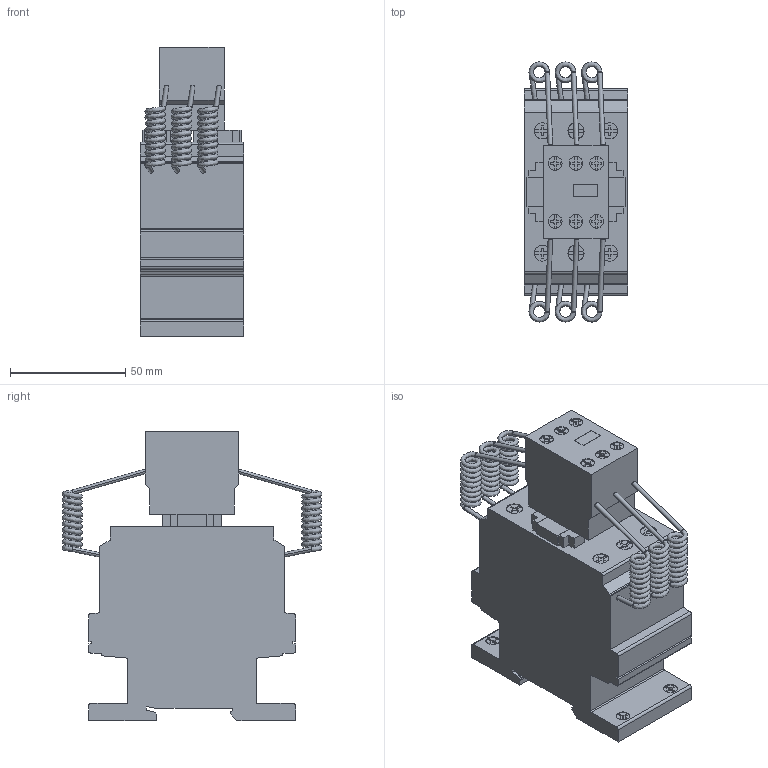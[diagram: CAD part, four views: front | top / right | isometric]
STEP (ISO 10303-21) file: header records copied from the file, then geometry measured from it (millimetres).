
FILE_DESCRIPTION((''),'2;1');
FILE_NAME('3d_BFK3200A23060.stp','2012-10-03T14:03:40',(''),(''),'Mechanical Desktop 2011','Mechanical Desktop 2011',', , ');
FILE_SCHEMA(('CONFIG_CONTROL_DESIGN'));
Length unit declared in the file: millimetre
Products named in the file (1): Product
Bounding box: 45 x 112.99 x 125.8 mm (x, y, z)
Volume: 330517.2 mm3; surface area: 51992.1 mm2
Topology: 24 solids, 24 shells, 657 faces, 2318 edges, 2162 vertices
Faces by surface type: plane 475, cylinder 123, bspline 59
Entity records: 60496 total; most frequent: CARTESIAN_POINT 41417, ORIENTED_EDGE 3784, DIRECTION 3734, EDGE_CURVE 1892, VECTOR 1860, LINE 1860, VERTEX_POINT 1310, AXIS2_PLACEMENT_3D 937
